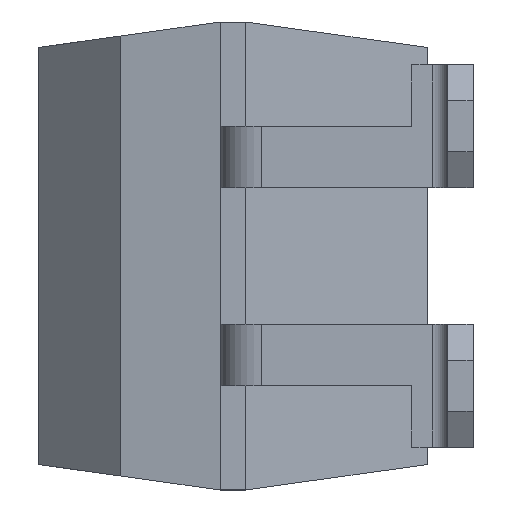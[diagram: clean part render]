
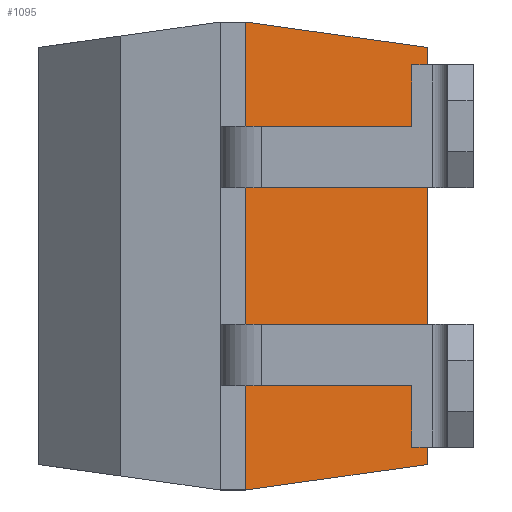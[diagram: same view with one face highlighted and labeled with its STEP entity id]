
A CAD part, left-side view. The second image highlights one B-rep face of the part: STEP entity #1095.
In plain terms, the highlighted planar face has unit normal (-0.99, -0.139, 0).
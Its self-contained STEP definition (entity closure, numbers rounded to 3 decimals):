
#22 = AXIS2_PLACEMENT_3D ( 'NONE', #2630, #189, #1687 ) ;
#35 = VECTOR ( 'NONE', #2353, 1000. ) ;
#81 = EDGE_CURVE ( 'NONE', #1830, #2906, #88, .T. ) ;
#88 = LINE ( 'NONE', #635, #35 ) ;
#189 = DIRECTION ( 'NONE',  ( -0.99, -0.139, 0. ) ) ;
#635 = CARTESIAN_POINT ( 'NONE',  ( -3.2, 2.225, -2.29 ) ) ;
#745 = ORIENTED_EDGE ( 'NONE', *, *, #1537, .F. ) ;
#761 = VECTOR ( 'NONE', #1582, 1000. ) ;
#769 = LINE ( 'NONE', #1069, #761 ) ;
#999 = LINE ( 'NONE', #2541, #1997 ) ;
#1069 = CARTESIAN_POINT ( 'NONE',  ( -2.951, 0.45, 2.29 ) ) ;
#1095 = ADVANCED_FACE ( 'NONE', ( #2472 ), #1489, .T. ) ;
#1096 = CARTESIAN_POINT ( 'NONE',  ( -3.2, 2.225, -2.29 ) ) ;
#1166 = VERTEX_POINT ( 'NONE', #2321 ) ;
#1301 = EDGE_CURVE ( 'NONE', #1166, #1830, #999, .T. ) ;
#1418 = ORIENTED_EDGE ( 'NONE', *, *, #1301, .F. ) ;
#1450 = EDGE_CURVE ( 'NONE', #2880, #2906, #3031, .T. ) ;
#1489 = PLANE ( 'NONE',  #22 ) ;
#1537 = EDGE_CURVE ( 'NONE', #2880, #1166, #769, .T. ) ;
#1582 = DIRECTION ( 'NONE',  ( 0., 0., -1. ) ) ;
#1628 = CARTESIAN_POINT ( 'NONE',  ( -3.2, 2.225, 2.29 ) ) ;
#1687 = DIRECTION ( 'NONE',  ( 0.139, -0.99, 0. ) ) ;
#1776 = ORIENTED_EDGE ( 'NONE', *, *, #81, .F. ) ;
#1807 = EDGE_LOOP ( 'NONE', ( #1776, #1418, #745, #2454 ) ) ;
#1809 = DIRECTION ( 'NONE',  ( -0.138, 0.981, 0.138 ) ) ;
#1830 = VERTEX_POINT ( 'NONE', #1096 ) ;
#1997 = VECTOR ( 'NONE', #2749, 1000. ) ;
#2194 = CARTESIAN_POINT ( 'NONE',  ( -3.2, 2.225, 2.29 ) ) ;
#2321 = CARTESIAN_POINT ( 'NONE',  ( -2.951, 0.45, -2.041 ) ) ;
#2325 = CARTESIAN_POINT ( 'NONE',  ( -2.951, 0.45, 2.041 ) ) ;
#2353 = DIRECTION ( 'NONE',  ( 0., 0., 1. ) ) ;
#2454 = ORIENTED_EDGE ( 'NONE', *, *, #1450, .T. ) ;
#2472 = FACE_OUTER_BOUND ( 'NONE', #1807, .T. ) ;
#2541 = CARTESIAN_POINT ( 'NONE',  ( -3.2, 2.225, -2.29 ) ) ;
#2630 = CARTESIAN_POINT ( 'NONE',  ( -3.2, 2.225, 2.29 ) ) ;
#2749 = DIRECTION ( 'NONE',  ( -0.138, 0.981, -0.138 ) ) ;
#2880 = VERTEX_POINT ( 'NONE', #2325 ) ;
#2906 = VERTEX_POINT ( 'NONE', #2194 ) ;
#3031 = LINE ( 'NONE', #1628, #3099 ) ;
#3099 = VECTOR ( 'NONE', #1809, 1000. ) ;
